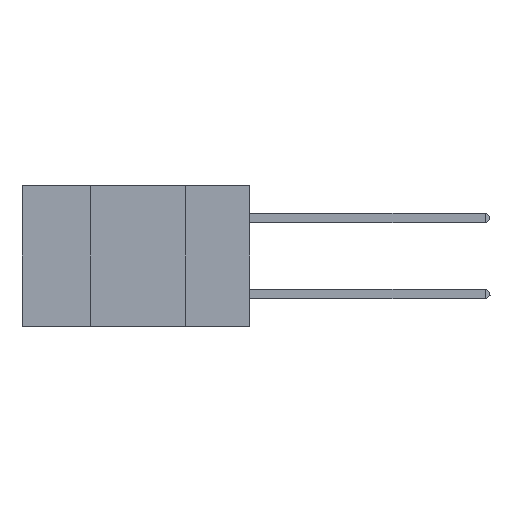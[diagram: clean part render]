
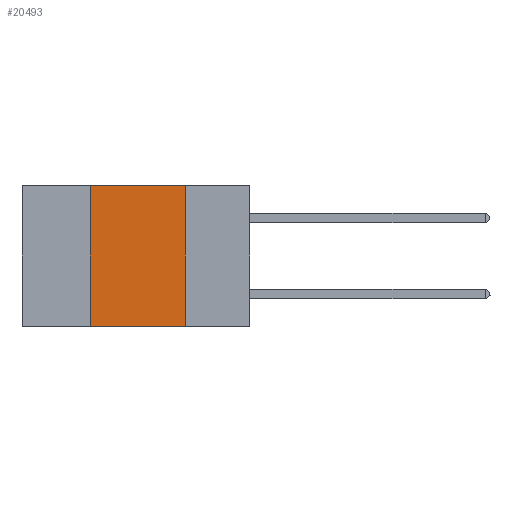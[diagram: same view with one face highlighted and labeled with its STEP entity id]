
A CAD part, left-side view. The second image highlights one B-rep face of the part: STEP entity #20493.
In plain terms, the highlighted planar face has unit normal (-1, 0, 0).
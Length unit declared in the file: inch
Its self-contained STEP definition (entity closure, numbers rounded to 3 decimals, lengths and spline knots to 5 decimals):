
#95 = VECTOR ( 'NONE', #10559, 39.37008 ) ;
#1834 = ORIENTED_EDGE ( 'NONE', *, *, #24467, .F. ) ;
#4140 = CARTESIAN_POINT ( 'NONE',  ( 0., 0.42, 0. ) ) ;
#4542 = CARTESIAN_POINT ( 'NONE',  ( 0., 0.42, -0.37 ) ) ;
#5081 = FACE_OUTER_BOUND ( 'NONE', #11467, .T. ) ;
#5495 = DIRECTION ( 'NONE',  ( 1., 0., 0. ) ) ;
#5505 = VERTEX_POINT ( 'NONE', #15712 ) ;
#7098 = DIRECTION ( 'NONE',  ( 0., -1., 0. ) ) ;
#7226 = CARTESIAN_POINT ( 'NONE',  ( 0., 0.6, 0. ) ) ;
#8531 = PLANE ( 'NONE',  #34482 ) ;
#9265 = EDGE_CURVE ( 'NONE', #18946, #36770, #32227, .T. ) ;
#9313 = EDGE_CURVE ( 'NONE', #30668, #5505, #26316, .T. ) ;
#10559 = DIRECTION ( 'NONE',  ( 0., -1., 0. ) ) ;
#11467 = EDGE_LOOP ( 'NONE', ( #33830, #24826, #1834, #34949 ) ) ;
#13283 = DIRECTION ( 'NONE',  ( 0., 0., 1. ) ) ;
#15570 = EDGE_CURVE ( 'NONE', #36770, #5505, #17962, .T. ) ;
#15712 = CARTESIAN_POINT ( 'NONE',  ( 0., 0.17, -0.37 ) ) ;
#17962 = LINE ( 'NONE', #38252, #23382 ) ;
#18946 = VERTEX_POINT ( 'NONE', #32412 ) ;
#20493 = ADVANCED_FACE ( 'NONE', ( #5081 ), #8531, .F. ) ;
#23382 = VECTOR ( 'NONE', #27772, 39.37008 ) ;
#24446 = CARTESIAN_POINT ( 'NONE',  ( 0., 0.6, 0. ) ) ;
#24467 = EDGE_CURVE ( 'NONE', #30668, #18946, #40404, .T. ) ;
#24826 = ORIENTED_EDGE ( 'NONE', *, *, #9265, .F. ) ;
#26316 = LINE ( 'NONE', #35375, #30263 ) ;
#27607 = DIRECTION ( 'NONE',  ( 0., 0., -1. ) ) ;
#27772 = DIRECTION ( 'NONE',  ( 0., 0., -1. ) ) ;
#30263 = VECTOR ( 'NONE', #7098, 39.37008 ) ;
#30668 = VERTEX_POINT ( 'NONE', #4542 ) ;
#31981 = CARTESIAN_POINT ( 'NONE',  ( 0., 0.17, 0. ) ) ;
#32227 = LINE ( 'NONE', #7226, #95 ) ;
#32412 = CARTESIAN_POINT ( 'NONE',  ( 0., 0.42, 0. ) ) ;
#33830 = ORIENTED_EDGE ( 'NONE', *, *, #15570, .F. ) ;
#34415 = VECTOR ( 'NONE', #13283, 39.37008 ) ;
#34482 = AXIS2_PLACEMENT_3D ( 'NONE', #24446, #5495, #27607 ) ;
#34949 = ORIENTED_EDGE ( 'NONE', *, *, #9313, .T. ) ;
#35375 = CARTESIAN_POINT ( 'NONE',  ( 0., 0.6, -0.37 ) ) ;
#36770 = VERTEX_POINT ( 'NONE', #31981 ) ;
#38252 = CARTESIAN_POINT ( 'NONE',  ( 0., 0.17, 0. ) ) ;
#40404 = LINE ( 'NONE', #4140, #34415 ) ;
